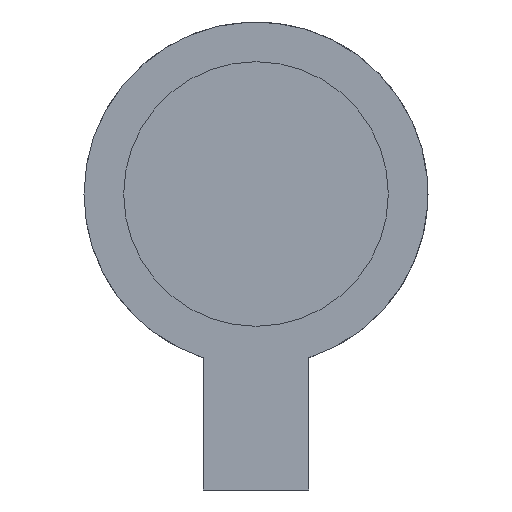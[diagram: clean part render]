
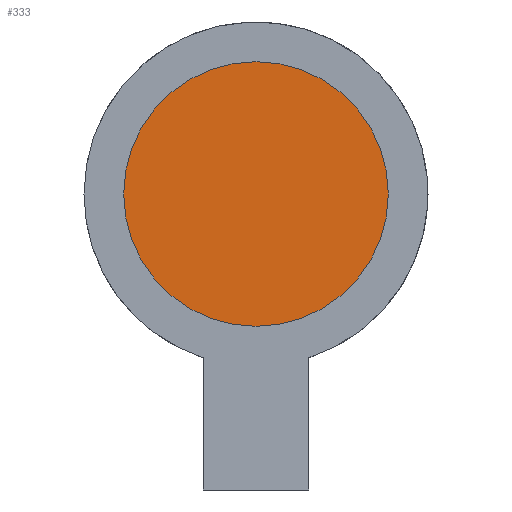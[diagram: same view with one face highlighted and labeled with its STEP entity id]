
A CAD part, front view. The second image highlights one B-rep face of the part: STEP entity #333.
In plain terms, the highlighted planar face has unit normal (0, -1, 0).
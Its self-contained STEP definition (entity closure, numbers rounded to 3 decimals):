
#18=PLANE('',#375);
#39=CIRCLE('',#376,5.);
#40=CIRCLE('',#377,5.);
#55=FACE_OUTER_BOUND('',#75,.T.);
#75=EDGE_LOOP('',(#263,#264));
#168=VERTEX_POINT('',#732);
#169=VERTEX_POINT('',#733);
#207=EDGE_CURVE('',#168,#169,#39,.T.);
#208=EDGE_CURVE('',#169,#168,#40,.T.);
#263=ORIENTED_EDGE('',*,*,#207,.F.);
#264=ORIENTED_EDGE('',*,*,#208,.F.);
#333=ADVANCED_FACE('',(#55),#18,.F.);
#375=AXIS2_PLACEMENT_3D('',#731,#431,#432);
#376=AXIS2_PLACEMENT_3D('',#734,#433,#434);
#377=AXIS2_PLACEMENT_3D('',#735,#435,#436);
#431=DIRECTION('center_axis',(0.,1.,0.));
#432=DIRECTION('ref_axis',(0.,0.,1.));
#433=DIRECTION('center_axis',(0.,1.,0.));
#434=DIRECTION('ref_axis',(1.,0.,0.));
#435=DIRECTION('center_axis',(0.,1.,0.));
#436=DIRECTION('ref_axis',(1.,0.,0.));
#731=CARTESIAN_POINT('Origin',(0.,70.,0.));
#732=CARTESIAN_POINT('',(5.,70.,0.));
#733=CARTESIAN_POINT('',(-5.,70.,0.));
#734=CARTESIAN_POINT('Origin',(0.,70.,0.));
#735=CARTESIAN_POINT('Origin',(0.,70.,0.));
